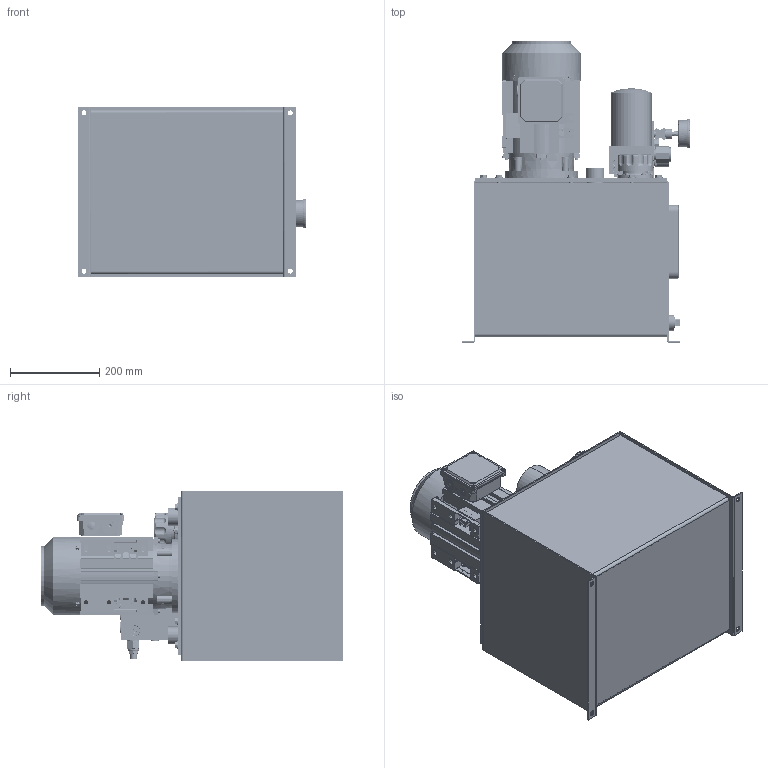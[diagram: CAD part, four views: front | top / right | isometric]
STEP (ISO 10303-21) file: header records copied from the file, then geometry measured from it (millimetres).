
FILE_DESCRIPTION (( 'STEP AP203' ), '1' );
FILE_NAME ('51060550015.step', '2024-03-11T16:16:46', ( '' ), ( '' ), 'SwSTEP 2.0', 'SolidWorks 2023', '' );
FILE_SCHEMA (( 'CONFIG_CONTROL_DESIGN' ));
Products named in the file (1): 51060550015
Bounding box: 510.84 x 676.64 x 381 mm (x, y, z)
Volume: 13231998.2 mm3; surface area: 2928503.6 mm2
Topology: 97 solids, 97 shells, 4121 faces, 10175 edges, 6501 vertices
Faces by surface type: plane 2063, cylinder 1220, cone 421, bspline 268, torus 133, sphere 16
Entity records: 190574 total; most frequent: CARTESIAN_POINT 111704, ORIENTED_EDGE 20238, EDGE_CURVE 10119, DIRECTION 9171, B_SPLINE_CURVE_WITH_KNOTS 8668, VERTEX_POINT 6501, EDGE_LOOP 4708, FACE_OUTER_BOUND 4121
